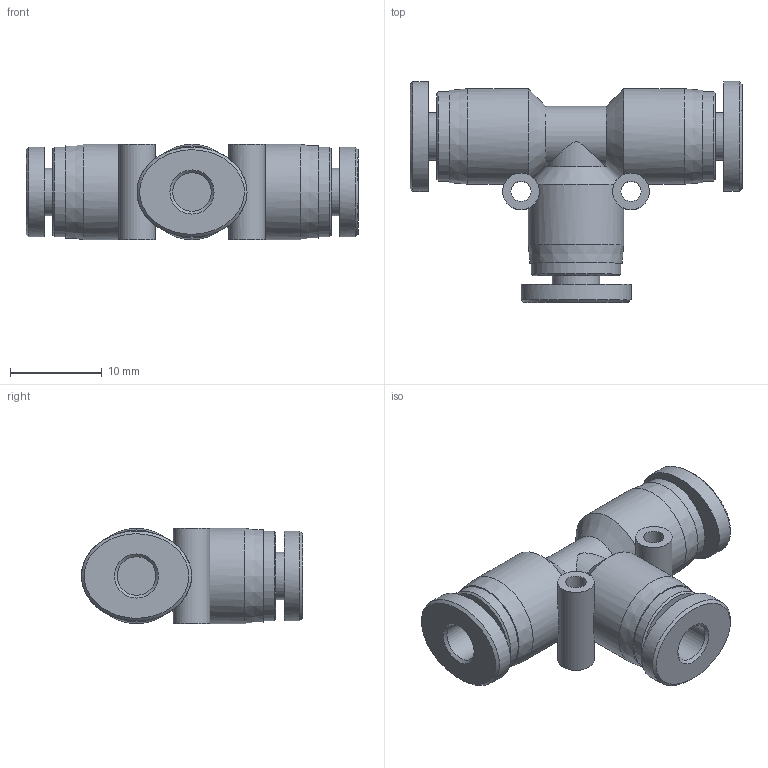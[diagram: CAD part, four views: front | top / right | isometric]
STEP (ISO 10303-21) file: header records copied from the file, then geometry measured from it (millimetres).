
FILE_DESCRIPTION((''),'2;1');
FILE_NAME('PUT 5_32.stp','2016-10-17T15:49:00',('Administrator'),(''),'Autodesk Inventor 2013','Autodesk Inventor 2013','');
FILE_SCHEMA(('CONFIG_CONTROL_DESIGN'));
Length unit declared in the file: millimetre
Products named in the file (3): PUT 5_32; NUT 04 BODY; SLEEVE N5_32L
Assembly tree (4 placements, depth 2):
  PUT 5_32
    NUT 04 BODY
    SLEEVE N5_32L  x3
Bounding box: 36.2 x 24.1 x 10.4 mm (x, y, z)
Volume: 3092.1 mm3; surface area: 3446.2 mm2
Topology: 4 solids, 4 shells, 62 faces, 119 edges, 73 vertices
Faces by surface type: cylinder 22, plane 22, cone 12, bspline 6
Full cylindrical faces by diameter (mm): 2.2 x2, 4 x2, 4.2 x6, 5.2 x3, 6.6 x1, 9.8 x3, 10.4 x3
Entity records: 1263 total; most frequent: CARTESIAN_POINT 453, DIRECTION 165, ORIENTED_EDGE 100, AXIS2_PLACEMENT_3D 82, EDGE_LOOP 79, EDGE_CURVE 50, VERTEX_POINT 43, FACE_OUTER_BOUND 40
